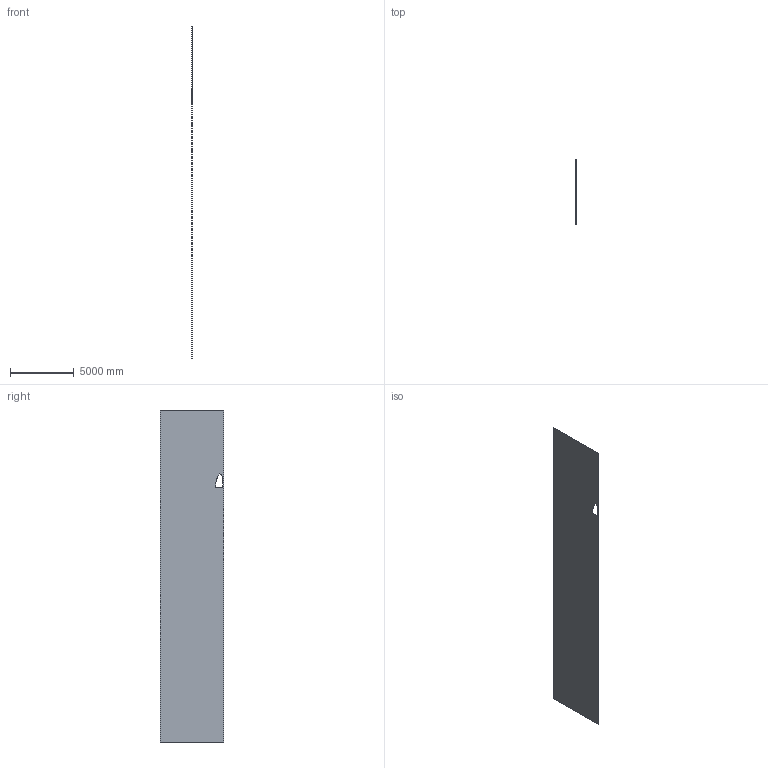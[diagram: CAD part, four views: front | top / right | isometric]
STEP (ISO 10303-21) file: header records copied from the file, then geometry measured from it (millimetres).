
FILE_DESCRIPTION (( 'STEP AP214' ), '1' );
FILE_NAME ('Nosecone_Design_1_CFD.STEP', '2024-08-16T03:49:49', ( '' ), ( '' ), 'SwSTEP 2.0', 'SolidWorks 2024', '' );
FILE_SCHEMA (( 'AUTOMOTIVE_DESIGN' ));
Length unit declared in the file: inch
Products named in the file (1): Nosecone_Design_1_CFD
Bounding box: 2.54 x 5000 x 26079.35 mm (x, y, z)
Volume: 329999807.7 mm3; surface area: 260012801.7 mm2
Topology: 1 solids, 1 shells, 9 faces, 26 edges, 19 vertices
Faces by surface type: plane 7, bspline 2
Entity records: 1258 total; most frequent: CARTESIAN_POINT 1008, ORIENTED_EDGE 52, DIRECTION 32, EDGE_CURVE 26, VERTEX_POINT 19, LINE 16, VECTOR 16, EDGE_LOOP 11
